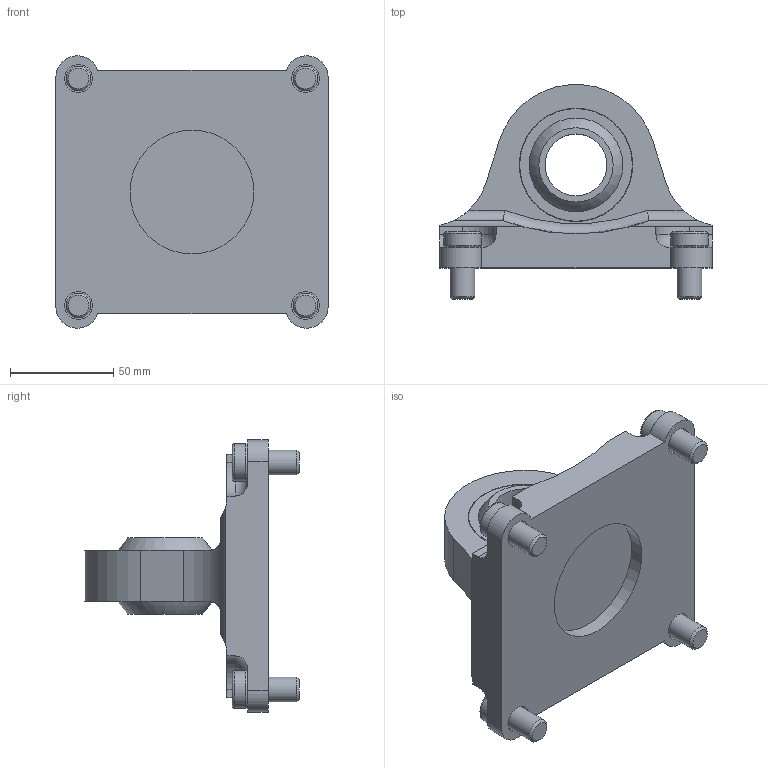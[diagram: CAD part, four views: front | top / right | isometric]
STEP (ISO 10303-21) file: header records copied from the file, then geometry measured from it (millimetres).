
FILE_DESCRIPTION(/* description */ ('STEP AP214'),/* implementation_level */ '2;1');
FILE_NAME(/* name */ '2895926_SNCS-125-R3',/* time_stamp */ '2024-09-15T09:25:11+02:00',/* author */ ('License CC BY-ND 4.0'),/* organization */ ('CADENAS'),/* preprocessor_version */ 'ST-DEVELOPER v19.3',/* originating_system */ 'PARTsolutions',/* authorisation */ ' ');
FILE_SCHEMA (('AUTOMOTIVE_DESIGN {1 0 10303 214 3 1 1}'));
Length unit declared in the file: millimetre
Products named in the file (3): 2895926 SNCS-125-R3; 2895926 SNCS-125-R3---(f); DIN-6912 - M12x25(F)
Assembly tree (5 placements, depth 2):
  2895926 SNCS-125-R3
    2895926 SNCS-125-R3---(f)
    DIN-6912 - M12x25(F)  x4
Bounding box: 132 x 103.86 x 131.94 mm (x, y, z)
Volume: 407963.6 mm3; surface area: 66303.8 mm2
Topology: 5 solids, 5 shells, 197 faces, 430 edges, 252 vertices
Faces by surface type: plane 94, cylinder 49, cone 38, torus 16
Full cylindrical faces by diameter (mm): 6 x4, 12 x4, 13.5 x4, 18 x4, 30 x1, 55 x2, 60 x1
Entity records: 3240 total; most frequent: CARTESIAN_POINT 631, DIRECTION 546, ORIENTED_EDGE 482, EDGE_CURVE 241, AXIS2_PLACEMENT_3D 211, VERTEX_POINT 162, FACE_BOUND 147, EDGE_LOOP 146
